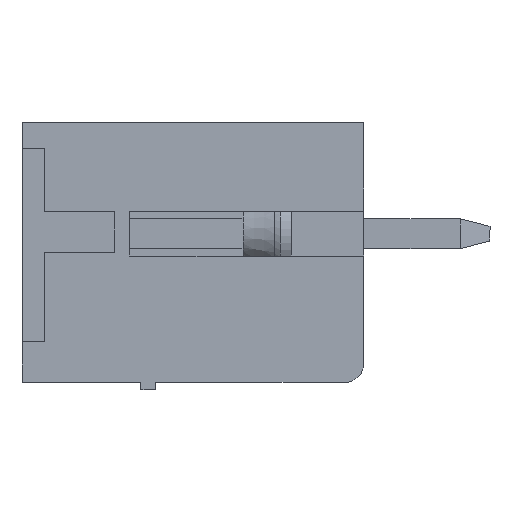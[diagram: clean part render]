
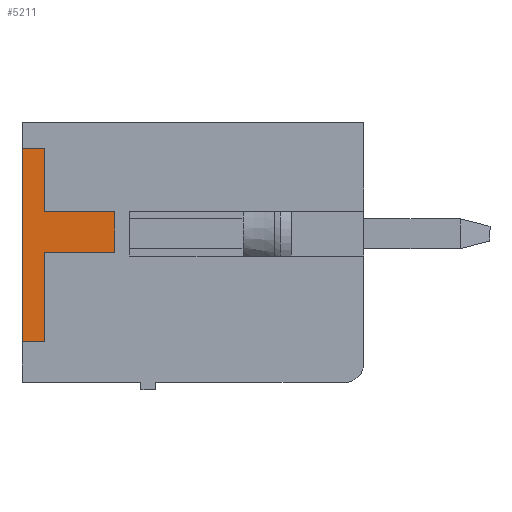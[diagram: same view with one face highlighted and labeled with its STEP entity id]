
A CAD part, left-side view. The second image highlights one B-rep face of the part: STEP entity #5211.
In plain terms, the highlighted planar face has unit normal (-1, 0, 0).
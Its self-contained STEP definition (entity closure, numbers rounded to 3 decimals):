
#35 = CARTESIAN_POINT ( 'NONE',  ( -0.2, 12., -0.505 ) ) ;
#104 = EDGE_CURVE ( 'NONE', #6687, #1715, #12174, .T. ) ;
#272 = LINE ( 'NONE', #581, #10187 ) ;
#297 = CARTESIAN_POINT ( 'NONE',  ( -0.2, 12., -0.505 ) ) ;
#512 = FACE_OUTER_BOUND ( 'NONE', #3895, .T. ) ;
#581 = CARTESIAN_POINT ( 'NONE',  ( -0.2, 10.1, -0.505 ) ) ;
#893 = EDGE_CURVE ( 'NONE', #13401, #7146, #10657, .T. ) ;
#1306 = ORIENTED_EDGE ( 'NONE', *, *, #4978, .F. ) ;
#1359 = LINE ( 'NONE', #6215, #5587 ) ;
#1385 = DIRECTION ( 'NONE',  ( 0., 0., 1. ) ) ;
#1715 = VERTEX_POINT ( 'NONE', #9815 ) ;
#2439 = DIRECTION ( 'NONE',  ( 0., 0., -1. ) ) ;
#2660 = VECTOR ( 'NONE', #4332, 1000. ) ;
#2930 = CARTESIAN_POINT ( 'NONE',  ( -0.2, 12., 0.595 ) ) ;
#3244 = CARTESIAN_POINT ( 'NONE',  ( -0.2, 10.1, 0.595 ) ) ;
#3451 = VECTOR ( 'NONE', #8467, 1000. ) ;
#3512 = CARTESIAN_POINT ( 'NONE',  ( -0.2, 12., 0.595 ) ) ;
#3895 = EDGE_LOOP ( 'NONE', ( #12391, #11742, #9384, #6480, #1306, #4820, #6242, #6039 ) ) ;
#4227 = VECTOR ( 'NONE', #4404, 1000. ) ;
#4332 = DIRECTION ( 'NONE',  ( 0., 0., -1. ) ) ;
#4404 = DIRECTION ( 'NONE',  ( 0., 0., -1. ) ) ;
#4820 = ORIENTED_EDGE ( 'NONE', *, *, #6597, .F. ) ;
#4978 = EDGE_CURVE ( 'NONE', #15315, #13940, #11985, .T. ) ;
#5209 = CARTESIAN_POINT ( 'NONE',  ( -0.2, 12., -2.905 ) ) ;
#5211 = ADVANCED_FACE ( 'NONE', ( #512 ), #10766, .F. ) ;
#5558 = CARTESIAN_POINT ( 'NONE',  ( -0.2, 12., 2.295 ) ) ;
#5587 = VECTOR ( 'NONE', #14463, 1000. ) ;
#5784 = LINE ( 'NONE', #5558, #4227 ) ;
#6039 = ORIENTED_EDGE ( 'NONE', *, *, #104, .T. ) ;
#6102 = CARTESIAN_POINT ( 'NONE',  ( -0.2, 12.6, 2.295 ) ) ;
#6215 = CARTESIAN_POINT ( 'NONE',  ( -0.2, 12.6, 2.295 ) ) ;
#6242 = ORIENTED_EDGE ( 'NONE', *, *, #7962, .F. ) ;
#6480 = ORIENTED_EDGE ( 'NONE', *, *, #8803, .F. ) ;
#6597 = EDGE_CURVE ( 'NONE', #11283, #15315, #5784, .T. ) ;
#6687 = VERTEX_POINT ( 'NONE', #13004 ) ;
#6849 = CARTESIAN_POINT ( 'NONE',  ( -0.2, 10.1, 0.595 ) ) ;
#6887 = AXIS2_PLACEMENT_3D ( 'NONE', #12017, #14416, #1385 ) ;
#6891 = CARTESIAN_POINT ( 'NONE',  ( -0.2, 12., -2.905 ) ) ;
#7100 = CARTESIAN_POINT ( 'NONE',  ( -0.2, 10.1, -0.505 ) ) ;
#7146 = VERTEX_POINT ( 'NONE', #6891 ) ;
#7423 = VERTEX_POINT ( 'NONE', #7100 ) ;
#7762 = VECTOR ( 'NONE', #2439, 1000. ) ;
#7962 = EDGE_CURVE ( 'NONE', #6687, #11283, #1359, .T. ) ;
#8467 = DIRECTION ( 'NONE',  ( 0., -1., 0. ) ) ;
#8741 = VECTOR ( 'NONE', #11080, 1000. ) ;
#8803 = EDGE_CURVE ( 'NONE', #13940, #7423, #11552, .T. ) ;
#9384 = ORIENTED_EDGE ( 'NONE', *, *, #10536, .F. ) ;
#9815 = CARTESIAN_POINT ( 'NONE',  ( -0.2, 12.6, -2.905 ) ) ;
#10187 = VECTOR ( 'NONE', #13443, 1000. ) ;
#10536 = EDGE_CURVE ( 'NONE', #7423, #13401, #272, .T. ) ;
#10657 = LINE ( 'NONE', #35, #7762 ) ;
#10766 = PLANE ( 'NONE',  #6887 ) ;
#11067 = CARTESIAN_POINT ( 'NONE',  ( -0.2, 12., 2.295 ) ) ;
#11080 = DIRECTION ( 'NONE',  ( 0., 0., -1. ) ) ;
#11283 = VERTEX_POINT ( 'NONE', #11067 ) ;
#11450 = VECTOR ( 'NONE', #14847, 1000. ) ;
#11552 = LINE ( 'NONE', #3244, #2660 ) ;
#11742 = ORIENTED_EDGE ( 'NONE', *, *, #893, .F. ) ;
#11985 = LINE ( 'NONE', #3512, #3451 ) ;
#12017 = CARTESIAN_POINT ( 'NONE',  ( -0.2, 12.6, -8.2 ) ) ;
#12174 = LINE ( 'NONE', #6102, #8741 ) ;
#12391 = ORIENTED_EDGE ( 'NONE', *, *, #12854, .F. ) ;
#12600 = LINE ( 'NONE', #5209, #11450 ) ;
#12854 = EDGE_CURVE ( 'NONE', #7146, #1715, #12600, .T. ) ;
#13004 = CARTESIAN_POINT ( 'NONE',  ( -0.2, 12.6, 2.295 ) ) ;
#13401 = VERTEX_POINT ( 'NONE', #297 ) ;
#13443 = DIRECTION ( 'NONE',  ( 0., 1., 0. ) ) ;
#13940 = VERTEX_POINT ( 'NONE', #6849 ) ;
#14416 = DIRECTION ( 'NONE',  ( 1., 0., 0. ) ) ;
#14463 = DIRECTION ( 'NONE',  ( 0., -1., 0. ) ) ;
#14847 = DIRECTION ( 'NONE',  ( 0., 1., 0. ) ) ;
#15315 = VERTEX_POINT ( 'NONE', #2930 ) ;
